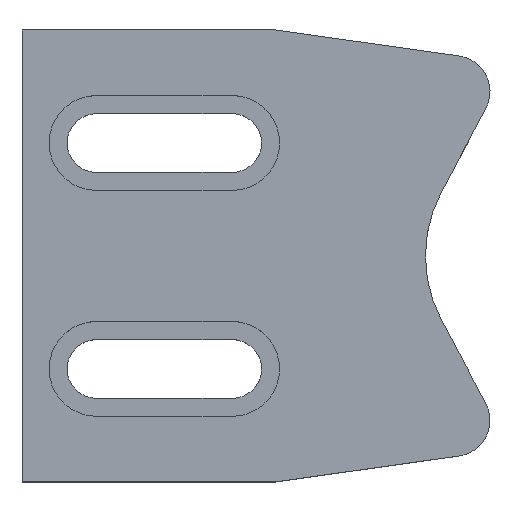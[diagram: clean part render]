
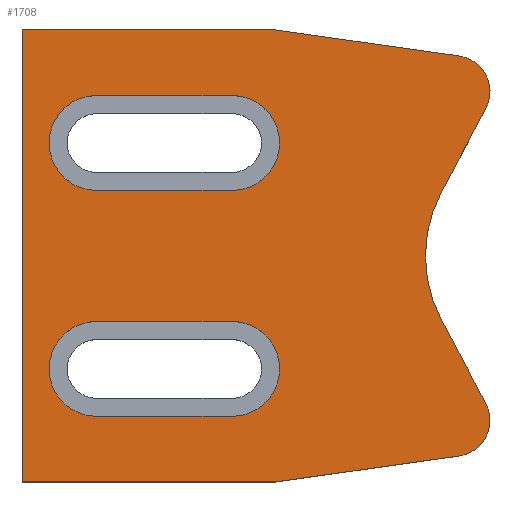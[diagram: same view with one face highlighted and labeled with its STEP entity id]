
A CAD part, top view. The second image highlights one B-rep face of the part: STEP entity #1708.
In plain terms, the highlighted planar face has unit normal (0, 0, 1).
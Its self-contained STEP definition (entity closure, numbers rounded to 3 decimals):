
#817=CIRCLE('',#1636,4.);
#818=CIRCLE('',#1637,15.);
#819=CIRCLE('',#1638,4.);
#820=CIRCLE('',#1639,5.25);
#821=CIRCLE('',#1640,5.25);
#822=CIRCLE('',#1641,5.25);
#823=CIRCLE('',#1642,5.25);
#839=ORIENTED_EDGE('',*,*,#1159,.T.);
#840=ORIENTED_EDGE('',*,*,#1160,.T.);
#841=ORIENTED_EDGE('',*,*,#1161,.F.);
#842=ORIENTED_EDGE('',*,*,#1162,.F.);
#843=ORIENTED_EDGE('',*,*,#1163,.F.);
#844=ORIENTED_EDGE('',*,*,#1164,.F.);
#845=ORIENTED_EDGE('',*,*,#1165,.F.);
#846=ORIENTED_EDGE('',*,*,#1166,.F.);
#847=ORIENTED_EDGE('',*,*,#1167,.F.);
#848=ORIENTED_EDGE('',*,*,#1168,.T.);
#849=ORIENTED_EDGE('',*,*,#1169,.F.);
#850=ORIENTED_EDGE('',*,*,#1170,.F.);
#851=ORIENTED_EDGE('',*,*,#1171,.F.);
#852=ORIENTED_EDGE('',*,*,#1172,.F.);
#853=ORIENTED_EDGE('',*,*,#1173,.F.);
#854=ORIENTED_EDGE('',*,*,#1174,.F.);
#855=ORIENTED_EDGE('',*,*,#1175,.F.);
#856=ORIENTED_EDGE('',*,*,#1176,.F.);
#995=VECTOR('',#1311,1.);
#996=VECTOR('',#1312,1.);
#997=VECTOR('',#1313,1.);
#998=VECTOR('',#1316,1.);
#999=VECTOR('',#1319,1.);
#1000=VECTOR('',#1322,1.);
#1001=VECTOR('',#1323,1.);
#1002=VECTOR('',#1324,1.);
#1003=VECTOR('',#1327,1.);
#1004=VECTOR('',#1330,1.);
#1005=VECTOR('',#1333,1.);
#1051=LINE('',#1476,#995);
#1052=LINE('',#1478,#996);
#1053=LINE('',#1480,#997);
#1054=LINE('',#1484,#998);
#1055=LINE('',#1488,#999);
#1056=LINE('',#1492,#1000);
#1057=LINE('',#1493,#1001);
#1058=LINE('',#1496,#1002);
#1059=LINE('',#1500,#1003);
#1060=LINE('',#1504,#1004);
#1061=LINE('',#1508,#1005);
#1107=VERTEX_POINT('',#1474);
#1108=VERTEX_POINT('',#1475);
#1109=VERTEX_POINT('',#1477);
#1110=VERTEX_POINT('',#1479);
#1111=VERTEX_POINT('',#1481);
#1112=VERTEX_POINT('',#1483);
#1113=VERTEX_POINT('',#1485);
#1114=VERTEX_POINT('',#1487);
#1115=VERTEX_POINT('',#1489);
#1116=VERTEX_POINT('',#1491);
#1117=VERTEX_POINT('',#1494);
#1118=VERTEX_POINT('',#1495);
#1119=VERTEX_POINT('',#1497);
#1120=VERTEX_POINT('',#1499);
#1121=VERTEX_POINT('',#1502);
#1122=VERTEX_POINT('',#1503);
#1123=VERTEX_POINT('',#1505);
#1124=VERTEX_POINT('',#1507);
#1159=EDGE_CURVE('',#1107,#1108,#1051,.T.);
#1160=EDGE_CURVE('',#1108,#1109,#1052,.T.);
#1161=EDGE_CURVE('',#1110,#1109,#1053,.T.);
#1162=EDGE_CURVE('',#1111,#1110,#817,.T.);
#1163=EDGE_CURVE('',#1112,#1111,#1054,.T.);
#1164=EDGE_CURVE('',#1113,#1112,#818,.T.);
#1165=EDGE_CURVE('',#1114,#1113,#1055,.T.);
#1166=EDGE_CURVE('',#1115,#1114,#819,.T.);
#1167=EDGE_CURVE('',#1116,#1115,#1056,.T.);
#1168=EDGE_CURVE('',#1116,#1107,#1057,.T.);
#1169=EDGE_CURVE('',#1117,#1118,#1058,.T.);
#1170=EDGE_CURVE('',#1119,#1117,#820,.T.);
#1171=EDGE_CURVE('',#1120,#1119,#1059,.T.);
#1172=EDGE_CURVE('',#1118,#1120,#821,.T.);
#1173=EDGE_CURVE('',#1121,#1122,#1060,.T.);
#1174=EDGE_CURVE('',#1123,#1121,#822,.T.);
#1175=EDGE_CURVE('',#1124,#1123,#1061,.T.);
#1176=EDGE_CURVE('',#1122,#1124,#823,.T.);
#1237=EDGE_LOOP('',(#839,#840,#841,#842,#843,#844,#845,#846,#847,#848));
#1238=EDGE_LOOP('',(#849,#850,#851,#852));
#1239=EDGE_LOOP('',(#853,#854,#855,#856));
#1273=FACE_BOUND('',#1237,.T.);
#1274=FACE_BOUND('',#1238,.T.);
#1275=FACE_BOUND('',#1239,.T.);
#1309=DIRECTION('',(0.,0.,1.));
#1310=DIRECTION('',(0.,-1.,0.));
#1311=DIRECTION('',(0.,-50.,0.));
#1312=DIRECTION('',(28.,0.,0.));
#1313=DIRECTION('',(-20.343,-2.859,0.));
#1314=DIRECTION('',(0.,0.,-1.));
#1315=DIRECTION('',(0.,4.,0.));
#1316=DIRECTION('',(4.924,-9.26,0.));
#1317=DIRECTION('',(0.,0.,1.));
#1318=DIRECTION('',(0.,15.,0.));
#1319=DIRECTION('',(-4.924,-9.26,0.));
#1320=DIRECTION('',(0.,0.,-1.));
#1321=DIRECTION('',(0.,4.,0.));
#1322=DIRECTION('',(20.343,-2.859,0.));
#1323=DIRECTION('',(-28.,0.,0.));
#1324=DIRECTION('',(15.,0.,0.));
#1325=DIRECTION('',(0.,0.,1.));
#1326=DIRECTION('',(0.,5.25,0.));
#1327=DIRECTION('',(-15.,0.,0.));
#1328=DIRECTION('',(0.,0.,1.));
#1329=DIRECTION('',(0.,-5.25,0.));
#1330=DIRECTION('',(-15.,0.,0.));
#1331=DIRECTION('',(0.,0.,1.));
#1332=DIRECTION('',(0.,-5.25,0.));
#1333=DIRECTION('',(15.,0.,0.));
#1334=DIRECTION('',(0.,0.,1.));
#1335=DIRECTION('',(0.,5.25,0.));
#1473=CARTESIAN_POINT('',(0.,50.,8.));
#1474=CARTESIAN_POINT('',(0.,50.,8.));
#1475=CARTESIAN_POINT('',(0.,0.,8.));
#1476=CARTESIAN_POINT('',(0.,50.,8.));
#1477=CARTESIAN_POINT('',(28.,0.,8.));
#1478=CARTESIAN_POINT('',(0.,0.,8.));
#1479=CARTESIAN_POINT('',(48.343,2.859,8.));
#1480=CARTESIAN_POINT('',(48.343,2.859,8.));
#1481=CARTESIAN_POINT('',(51.318,8.698,8.));
#1482=CARTESIAN_POINT('',(47.786,6.82,8.));
#1483=CARTESIAN_POINT('',(46.395,17.958,8.));
#1484=CARTESIAN_POINT('',(46.395,17.958,8.));
#1485=CARTESIAN_POINT('',(46.395,32.042,8.));
#1486=CARTESIAN_POINT('',(59.639,25.,8.));
#1487=CARTESIAN_POINT('',(51.318,41.302,8.));
#1488=CARTESIAN_POINT('',(51.318,41.302,8.));
#1489=CARTESIAN_POINT('',(48.343,47.141,8.));
#1490=CARTESIAN_POINT('',(47.786,43.18,8.));
#1491=CARTESIAN_POINT('',(28.,50.,8.));
#1492=CARTESIAN_POINT('',(28.,50.,8.));
#1493=CARTESIAN_POINT('',(28.,50.,8.));
#1494=CARTESIAN_POINT('',(8.25,7.25,8.));
#1495=CARTESIAN_POINT('',(23.25,7.25,8.));
#1496=CARTESIAN_POINT('',(8.25,7.25,8.));
#1497=CARTESIAN_POINT('',(8.25,17.75,8.));
#1498=CARTESIAN_POINT('',(8.25,12.5,8.));
#1499=CARTESIAN_POINT('',(23.25,17.75,8.));
#1500=CARTESIAN_POINT('',(23.25,17.75,8.));
#1501=CARTESIAN_POINT('',(23.25,12.5,8.));
#1502=CARTESIAN_POINT('',(23.25,42.75,8.));
#1503=CARTESIAN_POINT('',(8.25,42.75,8.));
#1504=CARTESIAN_POINT('',(23.25,42.75,8.));
#1505=CARTESIAN_POINT('',(23.25,32.25,8.));
#1506=CARTESIAN_POINT('',(23.25,37.5,8.));
#1507=CARTESIAN_POINT('',(8.25,32.25,8.));
#1508=CARTESIAN_POINT('',(8.25,32.25,8.));
#1509=CARTESIAN_POINT('',(8.25,37.5,8.));
#1635=AXIS2_PLACEMENT_3D('',#1473,#1309,#1310);
#1636=AXIS2_PLACEMENT_3D('',#1482,#1314,#1315);
#1637=AXIS2_PLACEMENT_3D('',#1486,#1317,#1318);
#1638=AXIS2_PLACEMENT_3D('',#1490,#1320,#1321);
#1639=AXIS2_PLACEMENT_3D('',#1498,#1325,#1326);
#1640=AXIS2_PLACEMENT_3D('',#1501,#1328,#1329);
#1641=AXIS2_PLACEMENT_3D('',#1506,#1331,#1332);
#1642=AXIS2_PLACEMENT_3D('',#1509,#1334,#1335);
#1689=PLANE('',#1635);
#1708=ADVANCED_FACE('',(#1273,#1274,#1275),#1689,.T.);
